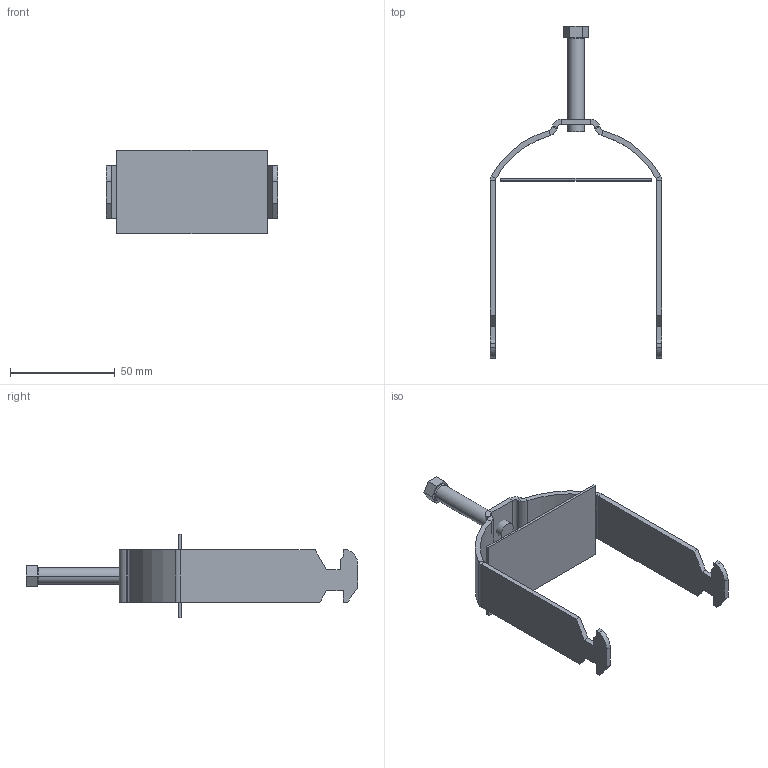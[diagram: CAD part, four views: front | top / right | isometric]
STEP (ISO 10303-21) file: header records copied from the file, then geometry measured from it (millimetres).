
FILE_DESCRIPTION (( 'STEP AP214' ), '1' );
FILE_NAME ('1156136.stp', '2017-08-30T11:09:06', ( '' ), ( '' ), 'SwSTEP 2.0', 'SolidWorks 2016', '' );
FILE_SCHEMA (( 'AUTOMOTIVE_DESIGN' ));
Length unit declared in the file: millimetre
Products named in the file (4): 1156136; EB104-13-01_Standard; EB104-00-03_Druckschraube - M8 x 45; EB154-13-02_Standard
Assembly tree (3 placements, depth 2):
  1156136
    EB104-13-01_Standard
    EB104-00-03_Druckschraube - M8 x 45
    EB154-13-02_Standard
Bounding box: 82 x 158.5 x 40 mm (x, y, z)
Volume: 22459.1 mm3; surface area: 22158.3 mm2
Topology: 3 solids, 3 shells, 175 faces, 422 edges, 261 vertices
Faces by surface type: plane 114, bspline 31, cylinder 22, cone 6, torus 2
Entity records: 6816 total; most frequent: CARTESIAN_POINT 2797, ORIENTED_EDGE 840, DIRECTION 712, EDGE_CURVE 420, LINE 288, VECTOR 288, VERTEX_POINT 261, AXIS2_PLACEMENT_3D 212
